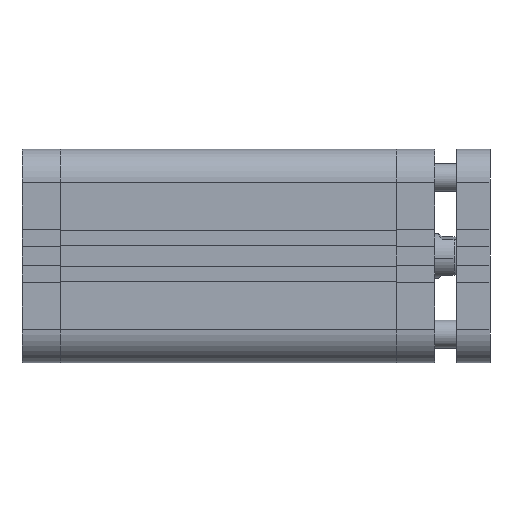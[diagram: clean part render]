
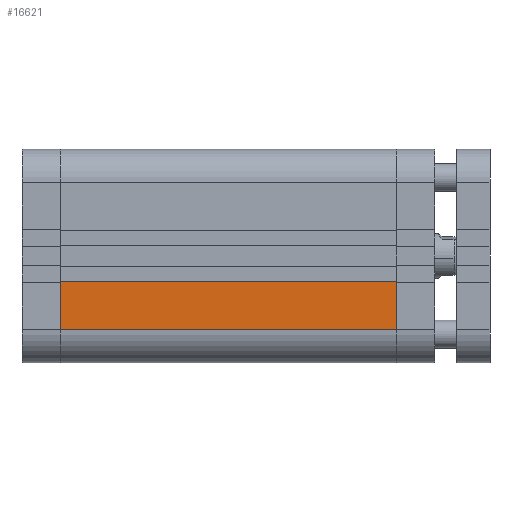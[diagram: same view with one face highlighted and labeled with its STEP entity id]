
A CAD part, front view. The second image highlights one B-rep face of the part: STEP entity #16621.
In plain terms, the highlighted planar face has unit normal (0, -1, 0).
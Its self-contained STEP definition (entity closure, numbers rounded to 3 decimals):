
#639 = VECTOR ( 'NONE', #19716, 1000. ) ;
#2838 = CARTESIAN_POINT ( 'NONE',  ( 121.5, -38.5, -26.5 ) ) ;
#3417 = CARTESIAN_POINT ( 'NONE',  ( 0., -38.5, -9.3 ) ) ;
#3515 = CARTESIAN_POINT ( 'NONE',  ( 121.5, -38.5, -38.5 ) ) ;
#3685 = LINE ( 'NONE', #18590, #18932 ) ;
#4805 = VERTEX_POINT ( 'NONE', #29518 ) ;
#5429 = CARTESIAN_POINT ( 'NONE',  ( 121.5, -38.5, -38.5 ) ) ;
#6073 = EDGE_CURVE ( 'NONE', #19839, #31277, #3685, .T. ) ;
#7622 = LINE ( 'NONE', #10231, #639 ) ;
#10231 = CARTESIAN_POINT ( 'NONE',  ( 0., -38.5, -38.5 ) ) ;
#13237 = VECTOR ( 'NONE', #21387, 1000. ) ;
#13472 = ORIENTED_EDGE ( 'NONE', *, *, #31093, .F. ) ;
#15494 = ORIENTED_EDGE ( 'NONE', *, *, #6073, .T. ) ;
#16621 = ADVANCED_FACE ( 'NONE', ( #36963 ), #39789, .F. ) ;
#18418 = DIRECTION ( 'NONE',  ( 0., 0., 1. ) ) ;
#18590 = CARTESIAN_POINT ( 'NONE',  ( 121.501, -38.5, -9.3 ) ) ;
#18740 = VERTEX_POINT ( 'NONE', #21130 ) ;
#18932 = VECTOR ( 'NONE', #28267, 1000. ) ;
#19716 = DIRECTION ( 'NONE',  ( 0., 0., -1. ) ) ;
#19839 = VERTEX_POINT ( 'NONE', #26451 ) ;
#21130 = CARTESIAN_POINT ( 'NONE',  ( 121.5, -38.5, -26.5 ) ) ;
#21387 = DIRECTION ( 'NONE',  ( 1., 0., 0. ) ) ;
#22153 = VECTOR ( 'NONE', #29818, 1000. ) ;
#24676 = EDGE_CURVE ( 'NONE', #31277, #4805, #7622, .T. ) ;
#26451 = CARTESIAN_POINT ( 'NONE',  ( 121.5, -38.5, -9.3 ) ) ;
#28176 = AXIS2_PLACEMENT_3D ( 'NONE', #3515, #37360, #18418 ) ;
#28267 = DIRECTION ( 'NONE',  ( -1., 0., 0. ) ) ;
#29518 = CARTESIAN_POINT ( 'NONE',  ( 0., -38.5, -26.5 ) ) ;
#29818 = DIRECTION ( 'NONE',  ( 0., 0., -1. ) ) ;
#29844 = LINE ( 'NONE', #2838, #13237 ) ;
#31093 = EDGE_CURVE ( 'NONE', #19839, #18740, #33241, .T. ) ;
#31277 = VERTEX_POINT ( 'NONE', #3417 ) ;
#31882 = ORIENTED_EDGE ( 'NONE', *, *, #34702, .T. ) ;
#33209 = ORIENTED_EDGE ( 'NONE', *, *, #24676, .T. ) ;
#33241 = LINE ( 'NONE', #5429, #22153 ) ;
#34702 = EDGE_CURVE ( 'NONE', #4805, #18740, #29844, .T. ) ;
#34709 = EDGE_LOOP ( 'NONE', ( #15494, #33209, #31882, #13472 ) ) ;
#36963 = FACE_OUTER_BOUND ( 'NONE', #34709, .T. ) ;
#37360 = DIRECTION ( 'NONE',  ( 0., 1., 0. ) ) ;
#39789 = PLANE ( 'NONE',  #28176 ) ;
